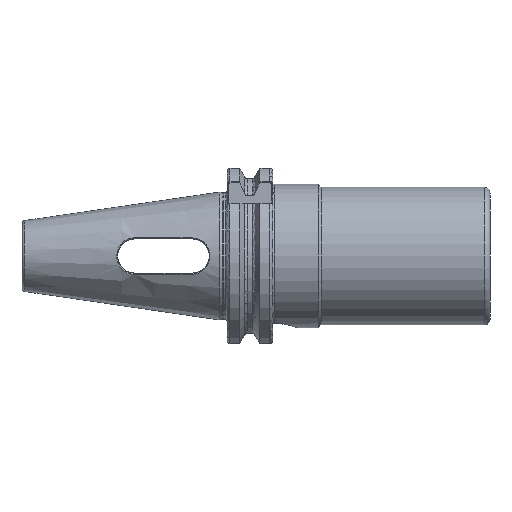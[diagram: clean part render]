
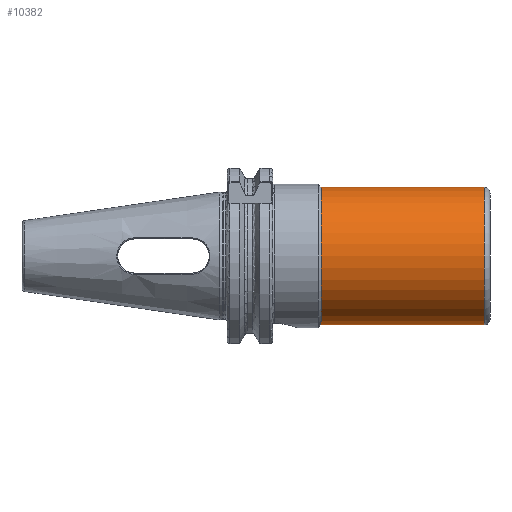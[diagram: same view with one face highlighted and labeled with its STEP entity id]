
A CAD part, front view. The second image highlights one B-rep face of the part: STEP entity #10382.
In plain terms, the highlighted cylindrical face has radius 24 mm (diameter 48 mm), a partial arc.
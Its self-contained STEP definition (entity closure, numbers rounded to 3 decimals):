
#519 = EDGE_LOOP ( 'NONE', ( #7273, #7330, #7318, #7298 ) ) ;
#686 = EDGE_CURVE ( 'NONE', #4836, #4863, #9765, .T. ) ;
#733 = EDGE_CURVE ( 'NONE', #10090, #10087, #9815, .T. ) ;
#934 = EDGE_CURVE ( 'NONE', #10090, #4836, #10017, .T. ) ;
#996 = EDGE_CURVE ( 'NONE', #10087, #4863, #10060, .T. ) ;
#1801 = CARTESIAN_POINT ( 'NONE',  ( 89.8, 0., 24. ) ) ;
#1806 = CARTESIAN_POINT ( 'NONE',  ( 89.8, 0., -24. ) ) ;
#2605 = CYLINDRICAL_SURFACE ( 'NONE', #5080, 24. ) ;
#2611 = FACE_OUTER_BOUND ( 'NONE', #519, .T. ) ;
#4553 = AXIS2_PLACEMENT_3D ( 'NONE', #10600, #10564, #10582 ) ;
#4601 = AXIS2_PLACEMENT_3D ( 'NONE', #11252, #11240, #11220 ) ;
#4836 = VERTEX_POINT ( 'NONE', #12378 ) ;
#4863 = VERTEX_POINT ( 'NONE', #12418 ) ;
#5080 = AXIS2_PLACEMENT_3D ( 'NONE', #8443, #8431, #8424 ) ;
#5860 = CARTESIAN_POINT ( 'NONE',  ( -85.849, 0., -24. ) ) ;
#5863 = DIRECTION ( 'NONE',  ( -1., 0., 0. ) ) ;
#7273 = ORIENTED_EDGE ( 'NONE', *, *, #934, .F. ) ;
#7298 = ORIENTED_EDGE ( 'NONE', *, *, #686, .F. ) ;
#7318 = ORIENTED_EDGE ( 'NONE', *, *, #996, .T. ) ;
#7330 = ORIENTED_EDGE ( 'NONE', *, *, #733, .T. ) ;
#8424 = DIRECTION ( 'NONE',  ( 0., 0., 1. ) ) ;
#8431 = DIRECTION ( 'NONE',  ( -1., 0., 0. ) ) ;
#8443 = CARTESIAN_POINT ( 'NONE',  ( -85.849, 0., 0. ) ) ;
#9765 = CIRCLE ( 'NONE', #4601, 24. ) ;
#9815 = CIRCLE ( 'NONE', #4553, 24. ) ;
#10010 = VECTOR ( 'NONE', #5863, 1000. ) ;
#10017 = LINE ( 'NONE', #5860, #10010 ) ;
#10060 = LINE ( 'NONE', #12448, #10070 ) ;
#10070 = VECTOR ( 'NONE', #12481, 1000. ) ;
#10087 = VERTEX_POINT ( 'NONE', #1801 ) ;
#10090 = VERTEX_POINT ( 'NONE', #1806 ) ;
#10382 = ADVANCED_FACE ( 'NONE', ( #2611 ), #2605, .T. ) ;
#10564 = DIRECTION ( 'NONE',  ( -1., 0., 0. ) ) ;
#10582 = DIRECTION ( 'NONE',  ( 0., 0., 1. ) ) ;
#10600 = CARTESIAN_POINT ( 'NONE',  ( 89.8, 0., 0. ) ) ;
#11220 = DIRECTION ( 'NONE',  ( 0., 0., 1. ) ) ;
#11240 = DIRECTION ( 'NONE',  ( -1., 0., 0. ) ) ;
#11252 = CARTESIAN_POINT ( 'NONE',  ( 32.8, 0., 0. ) ) ;
#12378 = CARTESIAN_POINT ( 'NONE',  ( 32.8, 0., -24. ) ) ;
#12418 = CARTESIAN_POINT ( 'NONE',  ( 32.8, 0., 24. ) ) ;
#12448 = CARTESIAN_POINT ( 'NONE',  ( -85.849, 0., 24. ) ) ;
#12481 = DIRECTION ( 'NONE',  ( -1., 0., 0. ) ) ;
